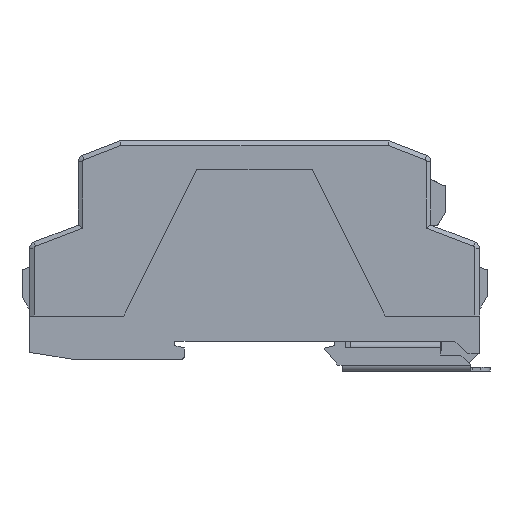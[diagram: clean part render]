
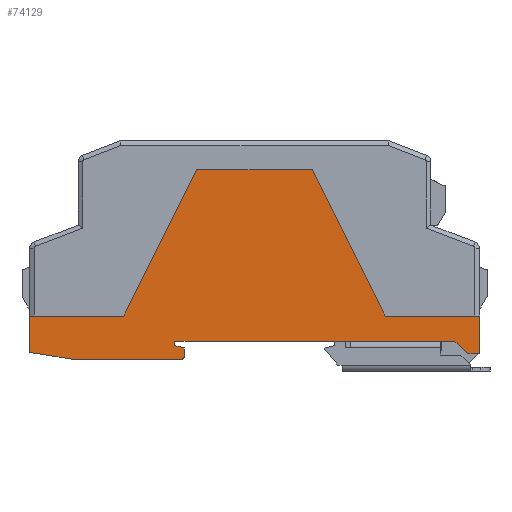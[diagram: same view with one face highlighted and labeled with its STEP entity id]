
A CAD part, left-side view. The second image highlights one B-rep face of the part: STEP entity #74129.
In plain terms, the highlighted face is planar.
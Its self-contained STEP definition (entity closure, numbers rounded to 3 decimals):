
#2937=CIRCLE('',#78846,0.5);
#6955=VERTEX_POINT('',#109742);
#6956=VERTEX_POINT('',#109744);
#6970=VERTEX_POINT('',#109778);
#6971=VERTEX_POINT('',#109780);
#6990=VERTEX_POINT('',#109830);
#6994=VERTEX_POINT('',#109839);
#7053=VERTEX_POINT('',#109990);
#7054=VERTEX_POINT('',#109992);
#7102=VERTEX_POINT('',#110154);
#7112=VERTEX_POINT('',#110182);
#7113=VERTEX_POINT('',#110183);
#7114=VERTEX_POINT('',#110186);
#7115=VERTEX_POINT('',#110190);
#7116=VERTEX_POINT('',#110192);
#7117=VERTEX_POINT('',#110194);
#7118=VERTEX_POINT('',#110197);
#15168=VECTOR('',#89528,1.);
#15183=VECTOR('',#89552,1.);
#15212=VECTOR('',#89591,1.);
#15278=VECTOR('',#89692,1.);
#15353=VECTOR('',#89824,1.);
#15364=VECTOR('',#89844,1.);
#15365=VECTOR('',#89845,1.);
#15366=VECTOR('',#89846,1.);
#15367=VECTOR('',#89847,1.);
#15368=VECTOR('',#89848,1.);
#15369=VECTOR('',#89849,1.);
#15370=VECTOR('',#89850,1.);
#15371=VECTOR('',#89851,1.);
#15372=VECTOR('',#89854,1.);
#15373=VECTOR('',#89855,1.);
#24622=LINE('',#109743,#15168);
#24637=LINE('',#109779,#15183);
#24666=LINE('',#109840,#15212);
#24732=LINE('',#109991,#15278);
#24807=LINE('',#110155,#15353);
#24818=LINE('',#110181,#15364);
#24819=LINE('',#110184,#15365);
#24820=LINE('',#110185,#15366);
#24821=LINE('',#110187,#15367);
#24822=LINE('',#110188,#15368);
#24823=LINE('',#110189,#15369);
#24824=LINE('',#110191,#15370);
#24825=LINE('',#110193,#15371);
#24826=LINE('',#110196,#15372);
#24827=LINE('',#110198,#15373);
#34924=EDGE_CURVE('',#6955,#6956,#24622,.T.);
#34941=EDGE_CURVE('',#6971,#6970,#24637,.T.);
#34971=EDGE_CURVE('',#6990,#6994,#24666,.T.);
#35043=EDGE_CURVE('',#7054,#7053,#24732,.T.);
#35128=EDGE_CURVE('',#7102,#6970,#24807,.T.);
#35141=EDGE_CURVE('',#7112,#7113,#24818,.T.);
#35142=EDGE_CURVE('',#7113,#6990,#24819,.T.);
#35143=EDGE_CURVE('',#7114,#6994,#24820,.T.);
#35144=EDGE_CURVE('',#7114,#7054,#24821,.T.);
#35145=EDGE_CURVE('',#7053,#6956,#24822,.T.);
#35146=EDGE_CURVE('',#6955,#7115,#24823,.T.);
#35147=EDGE_CURVE('',#7115,#7116,#24824,.T.);
#35148=EDGE_CURVE('',#7116,#7117,#24825,.T.);
#35149=EDGE_CURVE('',#6971,#7117,#2937,.T.);
#35150=EDGE_CURVE('',#7118,#7102,#24826,.T.);
#35151=EDGE_CURVE('',#7118,#7112,#24827,.T.);
#51372=ORIENTED_EDGE('',*,*,#35141,.T.);
#51373=ORIENTED_EDGE('',*,*,#35142,.T.);
#51374=ORIENTED_EDGE('',*,*,#34971,.T.);
#51375=ORIENTED_EDGE('',*,*,#35143,.F.);
#51376=ORIENTED_EDGE('',*,*,#35144,.T.);
#51377=ORIENTED_EDGE('',*,*,#35043,.T.);
#51378=ORIENTED_EDGE('',*,*,#35145,.T.);
#51379=ORIENTED_EDGE('',*,*,#34924,.F.);
#51380=ORIENTED_EDGE('',*,*,#35146,.T.);
#51381=ORIENTED_EDGE('',*,*,#35147,.T.);
#51382=ORIENTED_EDGE('',*,*,#35148,.T.);
#51383=ORIENTED_EDGE('',*,*,#35149,.F.);
#51384=ORIENTED_EDGE('',*,*,#34941,.T.);
#51385=ORIENTED_EDGE('',*,*,#35128,.F.);
#51386=ORIENTED_EDGE('',*,*,#35150,.F.);
#51387=ORIENTED_EDGE('',*,*,#35151,.T.);
#65438=EDGE_LOOP('',(#51372,#51373,#51374,#51375,#51376,#51377,#51378,#51379,
#51380,#51381,#51382,#51383,#51384,#51385,#51386,#51387));
#69835=FACE_BOUND('',#65438,.T.);
#74129=ADVANCED_FACE('',(#69835),#123932,.T.);
#78845=AXIS2_PLACEMENT_3D('',#110180,#89843,$);
#78846=AXIS2_PLACEMENT_3D('',#110195,#89852,#89853);
#89528=DIRECTION('',(-1.,0.,0.));
#89552=DIRECTION('',(0.,1.,0.));
#89591=DIRECTION('',(0.,1.,0.));
#89692=DIRECTION('',(1.,0.,0.));
#89824=DIRECTION('',(-0.966,-0.259,0.));
#89843=DIRECTION('',(0.,0.,-1.));
#89844=DIRECTION('',(-0.707,-0.707,0.));
#89845=DIRECTION('',(-1.,0.,0.));
#89846=DIRECTION('',(-1.,0.,0.));
#89847=DIRECTION('',(0.446,0.895,0.));
#89848=DIRECTION('',(0.446,-0.895,0.));
#89849=DIRECTION('',(0.,-1.,0.));
#89850=DIRECTION('',(-0.988,-0.158,0.));
#89851=DIRECTION('',(-1.,0.,0.));
#89852=DIRECTION('',(0.,0.,1.));
#89853=DIRECTION('',(0.5,0.,0.));
#89854=DIRECTION('',(0.,-1.,0.));
#89855=DIRECTION('',(-1.,0.,0.));
#109742=CARTESIAN_POINT('',(49.5,76.5,-11.3));
#109743=CARTESIAN_POINT('',(49.5,76.5,-11.3));
#109744=CARTESIAN_POINT('',(28.75,76.5,-11.3));
#109778=CARTESIAN_POINT('',(15.5,69.464,-11.3));
#109779=CARTESIAN_POINT('',(15.5,67.5,-11.3));
#109780=CARTESIAN_POINT('',(15.5,67.5,-11.3));
#109830=CARTESIAN_POINT('',(-49.5,68.15,-11.3));
#109839=CARTESIAN_POINT('',(-49.5,76.5,-11.3));
#109840=CARTESIAN_POINT('',(-49.5,68.15,-11.3));
#109990=CARTESIAN_POINT('',(12.7,108.7,-11.3));
#109991=CARTESIAN_POINT('',(-12.7,108.7,-11.3));
#109992=CARTESIAN_POINT('',(-12.7,108.7,-11.3));
#110154=CARTESIAN_POINT('',(17.5,70.,-11.3));
#110155=CARTESIAN_POINT('',(17.5,70.,-11.3));
#110180=CARTESIAN_POINT('',(-46.945,73.001,-11.3));
#110181=CARTESIAN_POINT('',(-44.077,71.,-11.3));
#110182=CARTESIAN_POINT('',(-44.077,71.,-11.3));
#110183=CARTESIAN_POINT('',(-46.927,68.15,-11.3));
#110184=CARTESIAN_POINT('',(-46.927,68.15,-11.3));
#110185=CARTESIAN_POINT('',(-28.75,76.5,-11.3));
#110186=CARTESIAN_POINT('',(-28.75,76.5,-11.3));
#110187=CARTESIAN_POINT('',(-28.75,76.5,-11.3));
#110188=CARTESIAN_POINT('',(12.7,108.7,-11.3));
#110189=CARTESIAN_POINT('',(49.5,76.5,-11.3));
#110190=CARTESIAN_POINT('',(49.5,68.5,-11.3));
#110191=CARTESIAN_POINT('',(49.5,68.5,-11.3));
#110192=CARTESIAN_POINT('',(40.1,67.,-11.3));
#110193=CARTESIAN_POINT('',(40.1,67.,-11.3));
#110194=CARTESIAN_POINT('',(16.,67.,-11.3));
#110195=CARTESIAN_POINT('',(16.,67.5,-11.3));
#110196=CARTESIAN_POINT('',(17.5,71.,-11.3));
#110197=CARTESIAN_POINT('',(17.5,71.,-11.3));
#110198=CARTESIAN_POINT('',(17.5,71.,-11.3));
#123932=PLANE('',#78845);
